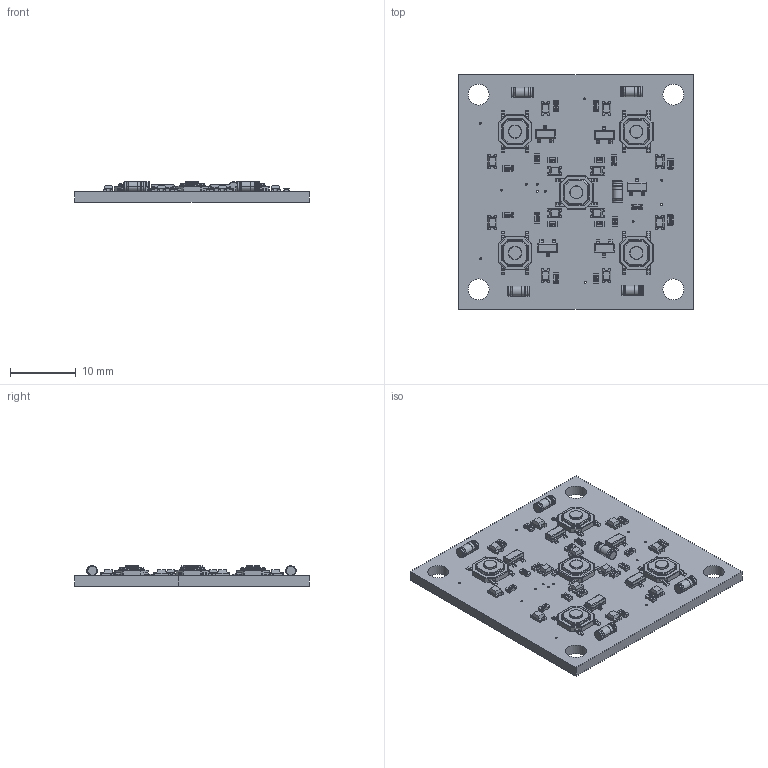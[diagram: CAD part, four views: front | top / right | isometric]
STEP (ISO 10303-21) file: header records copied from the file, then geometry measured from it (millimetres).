
FILE_DESCRIPTION(('Open CASCADE Model'),'2;1');
FILE_NAME('Open CASCADE Shape Model','2023-01-07T20:22:01',('Author'),( 'Open CASCADE'),'Open CASCADE STEP processor 6.8','Open CASCADE 6.8' ,'Unknown');
FILE_SCHEMA(('AUTOMOTIVE_DESIGN { 1 0 10303 214 1 1 1 1 }'));
Length unit declared in the file: millimetre
Products named in the file (59): PCB; Board; Open CASCADE STEP translator 6.8 1.1.1; VT5; 7785430160; Body; Open_CASCADE_STEP_translator_6.8_8.1.1; Leader; VT4; VT3; 7785425120; VT2; VT1; VD17; SOD80-2; VD16; User_Library-CHIPLED-0805; VD15; VD14; VD13; VD12; VD11; VD10; VD9; VD8; VD7; VD6; VD5; VD4; VD3; VD2; VD1; SB5; TactileButton(5mm)_SMD; SB4; SB3; SB2; SB1; R17; chip_0603_r ...
Assembly tree (100 placements, depth 5):
  PCB
    Board
      Open CASCADE STEP translator 6.8 1.1.1
    VT5
      7785430160
        Body
          Open_CASCADE_STEP_translator_6.8_8.1.1
        Leader  x3
    VT4
      7785430160
        Body
          Open_CASCADE_STEP_translator_6.8_8.1.1
        Leader  x3
    VT3
      7785425120
        Body
          Open_CASCADE_STEP_translator_6.8_8.1.1
        Leader  x3
    VT2
      7785425120
        Body
          Open_CASCADE_STEP_translator_6.8_8.1.1
        Leader  x3
    VT1
      7785425120
        Body
          Open_CASCADE_STEP_translator_6.8_8.1.1
        Leader  x3
    VD17
      SOD80-2
    VD16
      User_Library-CHIPLED-0805
    VD15
      User_Library-CHIPLED-0805
    VD14
      SOD80-2
    VD13
      User_Library-CHIPLED-0805
    VD12
      User_Library-CHIPLED-0805
    VD11
      SOD80-2
    VD10
      User_Library-CHIPLED-0805
    VD9
      User_Library-CHIPLED-0805
    VD8
      SOD80-2
    VD7
      User_Library-CHIPLED-0805
    VD6
      User_Library-CHIPLED-0805
    VD5
      SOD80-2
    VD4
      User_Library-CHIPLED-0805
    VD3
      User_Library-CHIPLED-0805
    VD2
      User_Library-CHIPLED-0805
Bounding box: 35.8 x 35.8 x 3.14 mm (x, y, z)
Volume: 2239.1 mm3; surface area: 3704.5 mm2
Topology: 202 solids, 202 shells, 3767 faces, 8773 edges, 5239 vertices
Faces by surface type: plane 1676, cylinder 993, bspline 973, sphere 120, torus 5
Full cylindrical faces by diameter (mm): 0.3 x12, 2 x5, 3.2 x4
Entity records: 21504 total; most frequent: CARTESIAN_POINT 7437, DIRECTION 2194, ORIENTED_EDGE 2194, EDGE_CURVE 1097, AXIS2_PLACEMENT_3D 784, VERTEX_POINT 647, LINE 626, VECTOR 626
